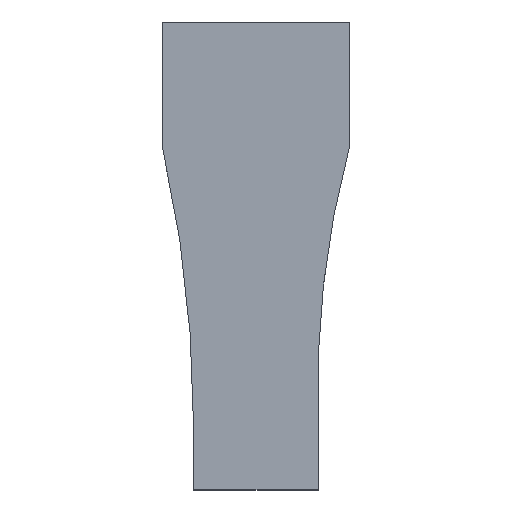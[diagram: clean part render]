
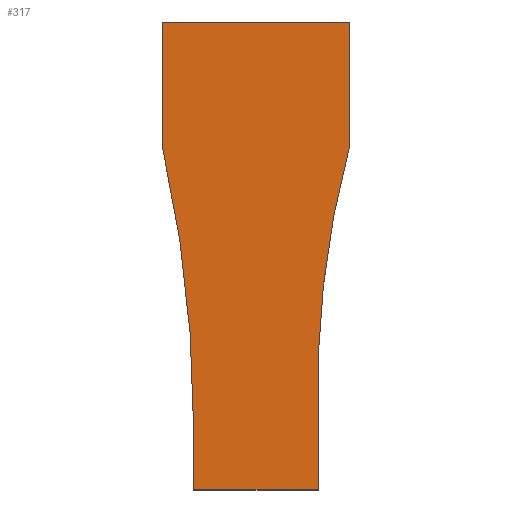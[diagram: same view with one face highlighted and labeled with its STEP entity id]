
A CAD part, top view. The second image highlights one B-rep face of the part: STEP entity #317.
In plain terms, the highlighted planar face has unit normal (0, 0, 1).
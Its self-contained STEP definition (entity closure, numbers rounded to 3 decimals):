
#75=DIRECTION('',(0.,-1.,0.));
#76=VECTOR('',#75,40.);
#77=CARTESIAN_POINT('',(-60.,150.,4.));
#78=LINE('',#77,#76);
#79=DIRECTION('',(-1.,0.,0.));
#80=VECTOR('',#79,60.);
#81=CARTESIAN_POINT('',(0.,150.,4.));
#82=LINE('',#81,#80);
#83=DIRECTION('',(0.,1.,0.));
#84=VECTOR('',#83,40.);
#85=CARTESIAN_POINT('',(0.,110.,4.));
#86=LINE('',#85,#84);
#87=CARTESIAN_POINT('',(289.75,32.25,4.));
#88=DIRECTION('',(0.,0.,-1.));
#89=DIRECTION('',(-0.999,-0.041,0.));
#90=AXIS2_PLACEMENT_3D('',#87,#88,#89);
#92=DIRECTION('',(0.,1.,0.));
#93=VECTOR('',#92,20.);
#94=CARTESIAN_POINT('',(-10.,0.,4.));
#95=LINE('',#94,#93);
#96=DIRECTION('',(1.,0.,0.));
#97=VECTOR('',#96,20.);
#98=CARTESIAN_POINT('',(-30.,0.,4.));
#99=LINE('',#98,#97);
#100=DIRECTION('',(1.,0.,0.));
#101=VECTOR('',#100,20.);
#102=CARTESIAN_POINT('',(-50.,0.,4.));
#103=LINE('',#102,#101);
#104=DIRECTION('',(0.,-1.,0.));
#105=VECTOR('',#104,20.);
#106=CARTESIAN_POINT('',(-50.,20.,4.));
#107=LINE('',#106,#105);
#108=CARTESIAN_POINT('',(-460.,20.,4.));
#109=DIRECTION('',(0.,0.,-1.));
#110=DIRECTION('',(0.976,0.22,0.));
#111=AXIS2_PLACEMENT_3D('',#108,#109,#110);
#131=CARTESIAN_POINT('',(-60.,150.,4.));
#132=CARTESIAN_POINT('',(-60.,110.,4.));
#133=VERTEX_POINT('',#131);
#134=VERTEX_POINT('',#132);
#135=CARTESIAN_POINT('',(-50.,20.,4.));
#136=VERTEX_POINT('',#135);
#137=CARTESIAN_POINT('',(-50.,0.,4.));
#138=VERTEX_POINT('',#137);
#139=CARTESIAN_POINT('',(-30.,0.,4.));
#140=VERTEX_POINT('',#139);
#141=CARTESIAN_POINT('',(-10.,0.,4.));
#142=VERTEX_POINT('',#141);
#143=CARTESIAN_POINT('',(-10.,20.,4.));
#144=VERTEX_POINT('',#143);
#145=CARTESIAN_POINT('',(0.,110.,4.));
#146=VERTEX_POINT('',#145);
#147=CARTESIAN_POINT('',(0.,150.,4.));
#148=VERTEX_POINT('',#147);
#301=CARTESIAN_POINT('',(0.,0.,4.));
#302=DIRECTION('',(0.,0.,1.));
#303=DIRECTION('',(1.,0.,0.));
#304=AXIS2_PLACEMENT_3D('',#301,#302,#303);
#305=PLANE('',#304);
#306=ORIENTED_EDGE('',*,*,#183,.F.);
#307=ORIENTED_EDGE('',*,*,#198,.F.);
#308=ORIENTED_EDGE('',*,*,#212,.F.);
#309=ORIENTED_EDGE('',*,*,#226,.F.);
#310=ORIENTED_EDGE('',*,*,#240,.F.);
#311=ORIENTED_EDGE('',*,*,#254,.F.);
#312=ORIENTED_EDGE('',*,*,#268,.F.);
#313=ORIENTED_EDGE('',*,*,#282,.F.);
#314=ORIENTED_EDGE('',*,*,#295,.F.);
#315=EDGE_LOOP('',(#306,#307,#308,#309,#310,#311,#312,#313,#314));
#316=FACE_OUTER_BOUND('',#315,.F.);
#317=ADVANCED_FACE('',(#316),#305,.T.);
#91=CIRCLE('',#90,300.);
#112=CIRCLE('',#111,410.);
#183=EDGE_CURVE('',#133,#134,#78,.T.);
#198=EDGE_CURVE('',#148,#133,#82,.T.);
#212=EDGE_CURVE('',#146,#148,#86,.T.);
#226=EDGE_CURVE('',#144,#146,#91,.T.);
#240=EDGE_CURVE('',#142,#144,#95,.T.);
#254=EDGE_CURVE('',#140,#142,#99,.T.);
#268=EDGE_CURVE('',#138,#140,#103,.T.);
#282=EDGE_CURVE('',#136,#138,#107,.T.);
#295=EDGE_CURVE('',#134,#136,#112,.T.);
